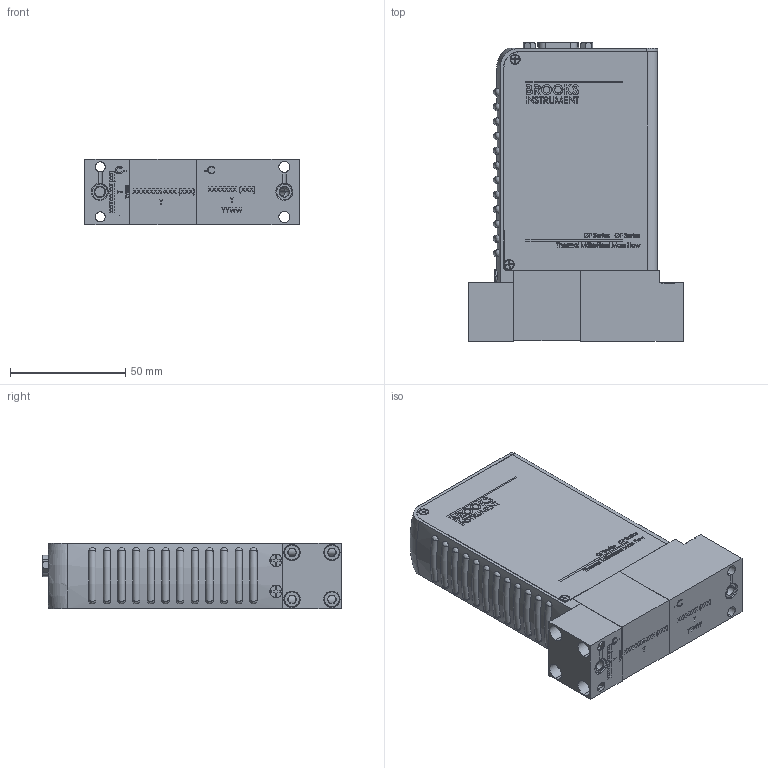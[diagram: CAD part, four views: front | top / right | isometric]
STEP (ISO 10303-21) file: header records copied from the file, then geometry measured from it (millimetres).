
FILE_DESCRIPTION (( 'STEP AP203' ), '1' );
FILE_NAME ('GF100-GF120-GF125-DX-TX.STEP', '2018-01-19T21:12:23', ( 'mrutkowski' ), ( 'Hewlett-Packard Company' ), 'SwSTEP 2.0', 'SolidWorks 2017', '' );
FILE_SCHEMA (( 'CONFIG_CONTROL_DESIGN' ));
Products named in the file (1): GF100-GF120-GF125-DX-TX
Bounding box: 92.96 x 129.41 x 28.59 mm (x, y, z)
Surface area: 55681.2 mm2 (no closed solid volume)
Topology: 0 solids, 256 shells, 1072 faces, 6801 edges, 5918 vertices
Faces by surface type: plane 656, cylinder 213, bspline 126, cone 40, torus 33, sphere 4
Entity records: 86713 total; most frequent: CARTESIAN_POINT 39176, ORIENTED_EDGE 8488, DIRECTION 8144, EDGE_CURVE 6793, VERTEX_POINT 5914, VECTOR 3514, LINE 3514, AXIS2_PLACEMENT_3D 2315
